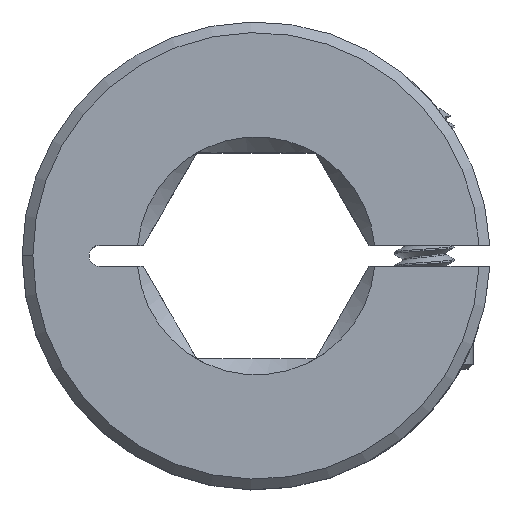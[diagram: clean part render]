
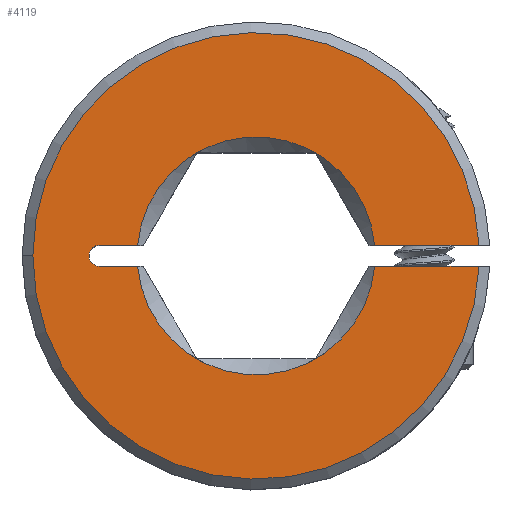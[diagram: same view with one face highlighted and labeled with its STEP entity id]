
A CAD part, top view. The second image highlights one B-rep face of the part: STEP entity #4119.
In plain terms, the highlighted planar face has unit normal (0, 0, 1).
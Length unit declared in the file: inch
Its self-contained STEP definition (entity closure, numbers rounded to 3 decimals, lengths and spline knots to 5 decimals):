
#171 = AXIS2_PLACEMENT_3D ( 'NONE', #1733, #1798, #1801 ) ;
#175 = AXIS2_PLACEMENT_3D ( 'NONE', #1795, #1573, #1833 ) ;
#176 = AXIS2_PLACEMENT_3D ( 'NONE', #2091, #1828, #1804 ) ;
#178 = AXIS2_PLACEMENT_3D ( 'NONE', #1976, #1983, #1982 ) ;
#179 = EDGE_CURVE ( 'NONE', #3586, #3627, #1040, .T. ) ;
#180 = AXIS2_PLACEMENT_3D ( 'NONE', #2024, #2067, #2030 ) ;
#181 = AXIS2_PLACEMENT_3D ( 'NONE', #2068, #2061, #2062 ) ;
#182 = EDGE_CURVE ( 'NONE', #3892, #3778, #1036, .T. ) ;
#188 = EDGE_CURVE ( 'NONE', #3879, #3892, #1027, .T. ) ;
#189 = EDGE_CURVE ( 'NONE', #3724, #3778, #1026, .T. ) ;
#190 = EDGE_CURVE ( 'NONE', #3586, #3877, #1029, .T. ) ;
#192 = EDGE_CURVE ( 'NONE', #3724, #3891, #1024, .T. ) ;
#203 = EDGE_CURVE ( 'NONE', #3877, #3879, #1014, .T. ) ;
#218 = EDGE_CURVE ( 'NONE', #3813, #3585, #996, .T. ) ;
#233 = EDGE_CURVE ( 'NONE', #3585, #3627, #971, .T. ) ;
#234 = EDGE_CURVE ( 'NONE', #3891, #3813, #966, .T. ) ;
#518 = FACE_OUTER_BOUND ( 'NONE', #3550, .T. ) ;
#966 = CIRCLE ( 'NONE', #180, 0.01969 ) ;
#971 = CIRCLE ( 'NONE', #181, 0.2225 ) ;
#992 = VECTOR ( 'NONE', #1831, 39.37008 ) ;
#996 = LINE ( 'NONE', #2072, #992 ) ;
#1014 = CIRCLE ( 'NONE', #171, 0.4175 ) ;
#1023 = VECTOR ( 'NONE', #2029, 39.37008 ) ;
#1024 = CIRCLE ( 'NONE', #175, 0.01969 ) ;
#1025 = VECTOR ( 'NONE', #2033, 39.37008 ) ;
#1026 = LINE ( 'NONE', #1851, #1023 ) ;
#1027 = LINE ( 'NONE', #2105, #1025 ) ;
#1029 = CIRCLE ( 'NONE', #176, 0.4175 ) ;
#1036 = CIRCLE ( 'NONE', #178, 0.2225 ) ;
#1039 = VECTOR ( 'NONE', #1969, 39.37008 ) ;
#1040 = LINE ( 'NONE', #1958, #1039 ) ;
#1573 = DIRECTION ( 'NONE',  ( 0., 0., -1. ) ) ;
#1733 = CARTESIAN_POINT ( 'NONE',  ( 0., 0., 0.125 ) ) ;
#1795 = CARTESIAN_POINT ( 'NONE',  ( -0.29281, 0., 0.125 ) ) ;
#1798 = DIRECTION ( 'NONE',  ( 0., 0., 1. ) ) ;
#1801 = DIRECTION ( 'NONE',  ( 1., 0., 0. ) ) ;
#1804 = DIRECTION ( 'NONE',  ( 1., 0., 0. ) ) ;
#1828 = DIRECTION ( 'NONE',  ( 0., 0., 1. ) ) ;
#1831 = DIRECTION ( 'NONE',  ( 1., 0., 0. ) ) ;
#1833 = DIRECTION ( 'NONE',  ( 1., 0., 0. ) ) ;
#1851 = CARTESIAN_POINT ( 'NONE',  ( -0.3125, -0.01969, 0.125 ) ) ;
#1958 = CARTESIAN_POINT ( 'NONE',  ( 0.4375, 0.01969, 0.125 ) ) ;
#1969 = DIRECTION ( 'NONE',  ( -1., 0., 0. ) ) ;
#1976 = CARTESIAN_POINT ( 'NONE',  ( 0., 0., 0.125 ) ) ;
#1982 = DIRECTION ( 'NONE',  ( 1., 0., 0. ) ) ;
#1983 = DIRECTION ( 'NONE',  ( 0., 0., -1. ) ) ;
#2024 = CARTESIAN_POINT ( 'NONE',  ( -0.29281, 0., 0.125 ) ) ;
#2029 = DIRECTION ( 'NONE',  ( 1., 0., 0. ) ) ;
#2030 = DIRECTION ( 'NONE',  ( 1., 0., 0. ) ) ;
#2033 = DIRECTION ( 'NONE',  ( -1., 0., 0. ) ) ;
#2061 = DIRECTION ( 'NONE',  ( 0., 0., -1. ) ) ;
#2062 = DIRECTION ( 'NONE',  ( 1., 0., 0. ) ) ;
#2067 = DIRECTION ( 'NONE',  ( 0., 0., -1. ) ) ;
#2068 = CARTESIAN_POINT ( 'NONE',  ( 0., 0., 0.125 ) ) ;
#2072 = CARTESIAN_POINT ( 'NONE',  ( -0.3125, 0.01969, 0.125 ) ) ;
#2091 = CARTESIAN_POINT ( 'NONE',  ( 0., 0., 0.125 ) ) ;
#2105 = CARTESIAN_POINT ( 'NONE',  ( 0.4375, -0.01969, 0.125 ) ) ;
#2673 = DIRECTION ( 'NONE',  ( 1., 0., 0. ) ) ;
#2674 = DIRECTION ( 'NONE',  ( 0., 0., 1. ) ) ;
#2681 = PLANE ( 'NONE',  #4031 ) ;
#2682 = CARTESIAN_POINT ( 'NONE',  ( 0., 0., 0.125 ) ) ;
#2951 = CARTESIAN_POINT ( 'NONE',  ( 0.22163, -0.01969, 0.125 ) ) ;
#2953 = CARTESIAN_POINT ( 'NONE',  ( -0.3125, 0., 0.125 ) ) ;
#2968 = CARTESIAN_POINT ( 'NONE',  ( 0.41704, -0.01969, 0.125 ) ) ;
#2970 = CARTESIAN_POINT ( 'NONE',  ( -0.4175, 0., 0.125 ) ) ;
#3037 = CARTESIAN_POINT ( 'NONE',  ( -0.29281, 0.01969, 0.125 ) ) ;
#3085 = CARTESIAN_POINT ( 'NONE',  ( -0.22163, -0.01969, 0.125 ) ) ;
#3109 = CARTESIAN_POINT ( 'NONE',  ( -0.29281, -0.01969, 0.125 ) ) ;
#3141 = CARTESIAN_POINT ( 'NONE',  ( 0.22163, 0.01969, 0.125 ) ) ;
#3181 = CARTESIAN_POINT ( 'NONE',  ( 0.41704, 0.01969, 0.125 ) ) ;
#3186 = CARTESIAN_POINT ( 'NONE',  ( -0.22163, 0.01969, 0.125 ) ) ;
#3312 = ORIENTED_EDGE ( 'NONE', *, *, #203, .T. ) ;
#3313 = ORIENTED_EDGE ( 'NONE', *, *, #179, .F. ) ;
#3368 = ORIENTED_EDGE ( 'NONE', *, *, #190, .T. ) ;
#3371 = ORIENTED_EDGE ( 'NONE', *, *, #188, .T. ) ;
#3372 = ORIENTED_EDGE ( 'NONE', *, *, #182, .T. ) ;
#3375 = ORIENTED_EDGE ( 'NONE', *, *, #234, .T. ) ;
#3377 = ORIENTED_EDGE ( 'NONE', *, *, #218, .T. ) ;
#3380 = ORIENTED_EDGE ( 'NONE', *, *, #192, .T. ) ;
#3381 = ORIENTED_EDGE ( 'NONE', *, *, #189, .F. ) ;
#3382 = ORIENTED_EDGE ( 'NONE', *, *, #233, .T. ) ;
#3550 = EDGE_LOOP ( 'NONE', ( #3313, #3368, #3312, #3371, #3372, #3381, #3380, #3375, #3377, #3382 ) ) ;
#3585 = VERTEX_POINT ( 'NONE', #3186 ) ;
#3586 = VERTEX_POINT ( 'NONE', #3181 ) ;
#3627 = VERTEX_POINT ( 'NONE', #3141 ) ;
#3724 = VERTEX_POINT ( 'NONE', #3109 ) ;
#3778 = VERTEX_POINT ( 'NONE', #3085 ) ;
#3813 = VERTEX_POINT ( 'NONE', #3037 ) ;
#3877 = VERTEX_POINT ( 'NONE', #2970 ) ;
#3879 = VERTEX_POINT ( 'NONE', #2968 ) ;
#3891 = VERTEX_POINT ( 'NONE', #2953 ) ;
#3892 = VERTEX_POINT ( 'NONE', #2951 ) ;
#4031 = AXIS2_PLACEMENT_3D ( 'NONE', #2682, #2674, #2673 ) ;
#4119 = ADVANCED_FACE ( 'NONE', ( #518 ), #2681, .T. ) ;
